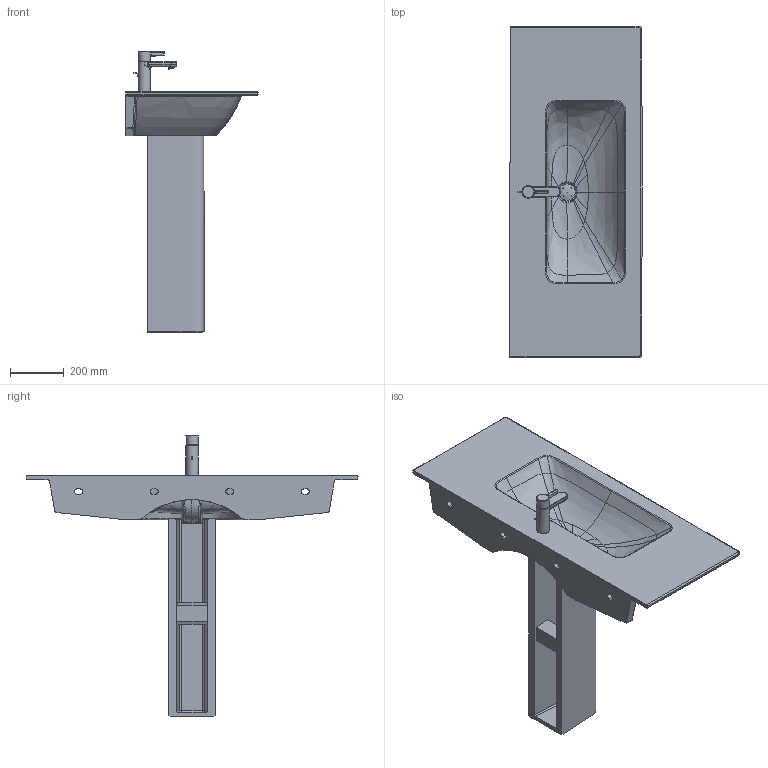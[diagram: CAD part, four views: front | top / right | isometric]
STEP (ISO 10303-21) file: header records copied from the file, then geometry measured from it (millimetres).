
FILE_DESCRIPTION((''),'2;1');
FILE_NAME('233612_2.stp','2016-06-08T12:15:31',('Administrator'),(''),'Autodesk Inventor 2011','Autodesk Inventor 2011','');
FILE_SCHEMA(('CONFIG_CONTROL_DESIGN'));
Length unit declared in the file: millimetre
Products named in the file (11): 233612_2; 233612; 085839; Armatur Durastyle Waschtisch; Fassung Sieb; Griff; Gehäuse; Hebel_Ventil; Gleitring; Kelch; Stopfen
Assembly tree (10 placements, depth 3):
  233612_2
    233612
    085839
    Armatur Durastyle Waschtisch
      Fassung Sieb
      Griff
      Gehäuse
      Hebel_Ventil
      Gleitring
    Kelch
    Stopfen
Bounding box: 490 x 1230.24 x 1042.35 mm (x, y, z)
Volume: 33648562.3 mm3; surface area: 2717599.6 mm2
Topology: 8 solids, 10 shells, 449 faces, 1088 edges, 651 vertices
Faces by surface type: bspline 211, cylinder 98, plane 98, torus 19, sphere 15, cone 8
Full cylindrical faces by diameter (mm): 4 x2, 20.15 x1, 21.15 x1, 23.15 x1, 30 x2, 35 x1, 42 x1, 44 x1, 46 x3, 60 x1
Entity records: 80328 total; most frequent: CARTESIAN_POINT 70412, ORIENTED_EDGE 2082, DIRECTION 1559, EDGE_CURVE 1043, VERTEX_POINT 640, AXIS2_PLACEMENT_3D 627, EDGE_LOOP 515, FACE_OUTER_BOUND 448
